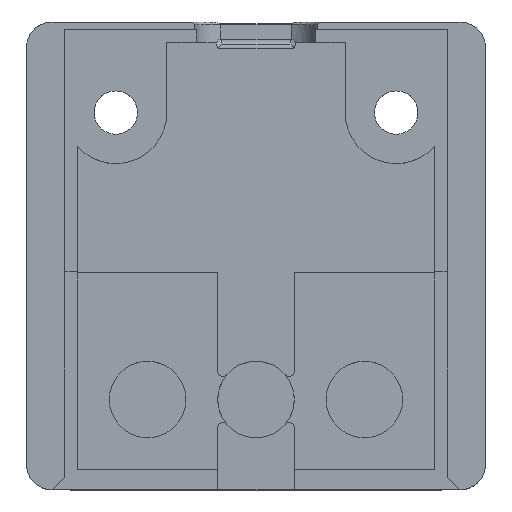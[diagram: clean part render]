
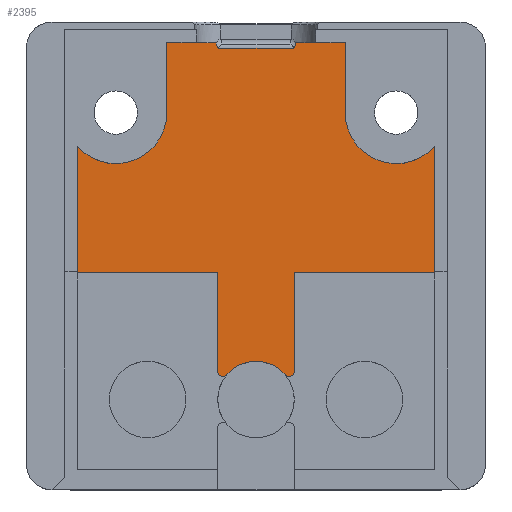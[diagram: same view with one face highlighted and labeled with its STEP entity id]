
A CAD part, top view. The second image highlights one B-rep face of the part: STEP entity #2395.
In plain terms, the highlighted planar face has unit normal (0, 0, 1).
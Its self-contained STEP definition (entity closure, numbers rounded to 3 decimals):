
#61=B_SPLINE_CURVE_WITH_KNOTS('',3,(#3989,#3990,#3991,#3992,#3993,#3994,
#3995,#3996,#3997,#3998),.UNSPECIFIED.,.F.,.F.,(4,2,2,2,4),(0.003,
0.006,0.03,0.047,0.047),
 .UNSPECIFIED.);
#66=B_SPLINE_CURVE_WITH_KNOTS('',3,(#4067,#4068,#4069,#4070,#4071,#4072,
#4073,#4074),.UNSPECIFIED.,.F.,.F.,(4,2,2,4),(0.,0.,
0.031,0.071),.UNSPECIFIED.);
#168=CIRCLE('',#2598,4.);
#169=CIRCLE('',#2601,0.4);
#170=CIRCLE('',#2602,3.);
#171=CIRCLE('',#2603,0.4);
#172=CIRCLE('',#2604,4.);
#281=FACE_OUTER_BOUND('',#423,.T.);
#423=EDGE_LOOP('',(#1994,#1995,#1996,#1997,#1998,#1999,#2000,#2001,#2002,
#2003,#2004,#2005,#2006,#2007,#2008,#2009,#2010,#2011));
#572=LINE('',#4080,#807);
#626=LINE('',#4225,#861);
#632=LINE('',#4242,#867);
#638=LINE('',#4256,#873);
#639=LINE('',#4258,#874);
#640=LINE('',#4260,#875);
#641=LINE('',#4268,#876);
#642=LINE('',#4270,#877);
#643=LINE('',#4272,#878);
#644=LINE('',#4276,#879);
#645=LINE('',#4277,#880);
#807=VECTOR('',#2959,0.6);
#861=VECTOR('',#3105,10.);
#867=VECTOR('',#3119,10.);
#873=VECTOR('',#3133,10.);
#874=VECTOR('',#3134,10.);
#875=VECTOR('',#3135,10.);
#876=VECTOR('',#3142,10.);
#877=VECTOR('',#3143,10.);
#878=VECTOR('',#3144,10.);
#879=VECTOR('',#3147,10.);
#880=VECTOR('',#3148,10.);
#1053=VERTEX_POINT('',#3983);
#1054=VERTEX_POINT('',#3988);
#1057=VERTEX_POINT('',#4061);
#1058=VERTEX_POINT('',#4066);
#1103=VERTEX_POINT('',#4223);
#1110=VERTEX_POINT('',#4241);
#1111=VERTEX_POINT('',#4245);
#1114=VERTEX_POINT('',#4255);
#1115=VERTEX_POINT('',#4257);
#1116=VERTEX_POINT('',#4259);
#1117=VERTEX_POINT('',#4261);
#1118=VERTEX_POINT('',#4263);
#1119=VERTEX_POINT('',#4265);
#1120=VERTEX_POINT('',#4267);
#1121=VERTEX_POINT('',#4269);
#1122=VERTEX_POINT('',#4271);
#1123=VERTEX_POINT('',#4273);
#1124=VERTEX_POINT('',#4275);
#1334=EDGE_CURVE('',#1054,#1053,#61,.F.);
#1340=EDGE_CURVE('',#1057,#1058,#66,.T.);
#1342=EDGE_CURVE('',#1054,#1057,#572,.T.);
#1414=EDGE_CURVE('',#1103,#1053,#626,.T.);
#1422=EDGE_CURVE('',#1103,#1110,#632,.T.);
#1424=EDGE_CURVE('',#1110,#1111,#168,.T.);
#1429=EDGE_CURVE('',#1114,#1111,#638,.T.);
#1430=EDGE_CURVE('',#1114,#1115,#639,.T.);
#1431=EDGE_CURVE('',#1115,#1116,#640,.T.);
#1432=EDGE_CURVE('',#1117,#1116,#169,.T.);
#1433=EDGE_CURVE('',#1117,#1118,#170,.T.);
#1434=EDGE_CURVE('',#1119,#1118,#171,.T.);
#1435=EDGE_CURVE('',#1119,#1120,#641,.T.);
#1436=EDGE_CURVE('',#1120,#1121,#642,.T.);
#1437=EDGE_CURVE('',#1122,#1121,#643,.T.);
#1438=EDGE_CURVE('',#1122,#1123,#172,.T.);
#1439=EDGE_CURVE('',#1123,#1124,#644,.T.);
#1440=EDGE_CURVE('',#1058,#1124,#645,.F.);
#1994=ORIENTED_EDGE('',*,*,#1414,.F.);
#1995=ORIENTED_EDGE('',*,*,#1422,.T.);
#1996=ORIENTED_EDGE('',*,*,#1424,.T.);
#1997=ORIENTED_EDGE('',*,*,#1429,.F.);
#1998=ORIENTED_EDGE('',*,*,#1430,.T.);
#1999=ORIENTED_EDGE('',*,*,#1431,.T.);
#2000=ORIENTED_EDGE('',*,*,#1432,.F.);
#2001=ORIENTED_EDGE('',*,*,#1433,.T.);
#2002=ORIENTED_EDGE('',*,*,#1434,.F.);
#2003=ORIENTED_EDGE('',*,*,#1435,.T.);
#2004=ORIENTED_EDGE('',*,*,#1436,.T.);
#2005=ORIENTED_EDGE('',*,*,#1437,.F.);
#2006=ORIENTED_EDGE('',*,*,#1438,.T.);
#2007=ORIENTED_EDGE('',*,*,#1439,.T.);
#2008=ORIENTED_EDGE('',*,*,#1440,.F.);
#2009=ORIENTED_EDGE('',*,*,#1340,.F.);
#2010=ORIENTED_EDGE('',*,*,#1342,.F.);
#2011=ORIENTED_EDGE('',*,*,#1334,.T.);
#2272=PLANE('',#2600);
#2395=ADVANCED_FACE('',(#281),#2272,.T.);
#2598=AXIS2_PLACEMENT_3D('',#4246,#3123,#3124);
#2600=AXIS2_PLACEMENT_3D('',#4254,#3131,#3132);
#2601=AXIS2_PLACEMENT_3D('',#4262,#3136,#3137);
#2602=AXIS2_PLACEMENT_3D('',#4264,#3138,#3139);
#2603=AXIS2_PLACEMENT_3D('',#4266,#3140,#3141);
#2604=AXIS2_PLACEMENT_3D('',#4274,#3145,#3146);
#2959=DIRECTION('',(1.,0.,0.));
#3105=DIRECTION('',(1.,0.,0.));
#3119=DIRECTION('',(0.,-1.,0.));
#3123=DIRECTION('center_axis',(0.,0.,
-1.));
#3124=DIRECTION('ref_axis',(-1.,0.,0.));
#3131=DIRECTION('center_axis',(0.,0.,
1.));
#3132=DIRECTION('ref_axis',(1.,0.,0.));
#3133=DIRECTION('',(0.,1.,0.));
#3134=DIRECTION('',(1.,0.,0.));
#3135=DIRECTION('',(0.,-1.,0.));
#3136=DIRECTION('center_axis',(0.,0.,
-1.));
#3137=DIRECTION('ref_axis',(-0.343,-0.939,0.));
#3138=DIRECTION('center_axis',(0.,0.,
-1.));
#3139=DIRECTION('ref_axis',(1.,0.,0.));
#3140=DIRECTION('center_axis',(0.,0.,
-1.));
#3141=DIRECTION('ref_axis',(0.343,-0.939,0.));
#3142=DIRECTION('',(0.,1.,0.));
#3143=DIRECTION('',(1.,0.,0.));
#3144=DIRECTION('',(0.,-1.,0.));
#3145=DIRECTION('center_axis',(0.,0.,
-1.));
#3146=DIRECTION('ref_axis',(-1.,0.,0.));
#3147=DIRECTION('',(0.,1.,0.));
#3148=DIRECTION('',(-1.,0.,0.));
#3983=CARTESIAN_POINT('',(-3.119,26.95,1.8));
#3988=CARTESIAN_POINT('',(-2.933,26.503,1.8));
#3989=CARTESIAN_POINT('Ctrl Pts',(-3.119,26.95,1.8));
#3990=CARTESIAN_POINT('Ctrl Pts',(-3.119,26.938,1.8));
#3991=CARTESIAN_POINT('Ctrl Pts',(-3.118,26.926,1.8));
#3992=CARTESIAN_POINT('Ctrl Pts',(-3.111,26.836,1.8));
#3993=CARTESIAN_POINT('Ctrl Pts',(-3.092,26.758,1.8));
#3994=CARTESIAN_POINT('Ctrl Pts',(-3.036,26.635,1.8));
#3995=CARTESIAN_POINT('Ctrl Pts',(-2.999,26.569,1.8));
#3996=CARTESIAN_POINT('Ctrl Pts',(-2.934,26.504,1.8));
#3997=CARTESIAN_POINT('Ctrl Pts',(-2.934,26.503,1.8));
#3998=CARTESIAN_POINT('Ctrl Pts',(-2.933,26.503,1.8));
#4061=CARTESIAN_POINT('',(2.933,26.503,1.8));
#4066=CARTESIAN_POINT('',(3.119,26.95,1.8));
#4067=CARTESIAN_POINT('Ctrl Pts',(2.933,26.503,1.8));
#4068=CARTESIAN_POINT('Ctrl Pts',(2.934,26.503,1.8));
#4069=CARTESIAN_POINT('Ctrl Pts',(2.934,26.504,1.8));
#4070=CARTESIAN_POINT('Ctrl Pts',(3.007,26.577,1.8));
#4071=CARTESIAN_POINT('Ctrl Pts',(3.047,26.653,1.8));
#4072=CARTESIAN_POINT('Ctrl Pts',(3.101,26.787,1.8));
#4073=CARTESIAN_POINT('Ctrl Pts',(3.117,26.868,1.8));
#4074=CARTESIAN_POINT('Ctrl Pts',(3.119,26.95,1.8));
#4080=CARTESIAN_POINT('',(14.669,26.503,1.8));
#4223=CARTESIAN_POINT('',(-7.,26.95,1.8));
#4225=CARTESIAN_POINT('',(-6.033,26.95,1.8));
#4241=CARTESIAN_POINT('',(-7.,21.45,1.8));
#4242=CARTESIAN_POINT('',(-7.,11.564,1.8));
#4245=CARTESIAN_POINT('',(-14.,18.804,1.8));
#4246=CARTESIAN_POINT('Origin',(-11.,21.45,1.8));
#4254=CARTESIAN_POINT('Origin',(-0.345,1.678,1.8));
#4255=CARTESIAN_POINT('',(-14.,8.95,1.8));
#4256=CARTESIAN_POINT('',(-14.,7.746,1.8));
#4257=CARTESIAN_POINT('',(-3.,8.95,1.8));
#4258=CARTESIAN_POINT('',(-7.672,8.95,1.8));
#4259=CARTESIAN_POINT('',(-3.,1.141,1.8));
#4260=CARTESIAN_POINT('',(-3.,4.314,1.8));
#4261=CARTESIAN_POINT('',(-2.294,0.883,1.8));
#4262=CARTESIAN_POINT('Origin',(-2.6,1.141,1.8));
#4263=CARTESIAN_POINT('',(2.294,0.883,1.8));
#4264=CARTESIAN_POINT('Origin',(0.,-1.05,
1.8));
#4265=CARTESIAN_POINT('',(3.,1.141,1.8));
#4266=CARTESIAN_POINT('Origin',(2.6,1.141,1.8));
#4267=CARTESIAN_POINT('',(3.,8.95,1.8));
#4268=CARTESIAN_POINT('',(3.,4.814,1.8));
#4269=CARTESIAN_POINT('',(14.,8.95,1.8));
#4270=CARTESIAN_POINT('',(-7.672,8.95,1.8));
#4271=CARTESIAN_POINT('',(14.,18.804,1.8));
#4272=CARTESIAN_POINT('',(14.,7.746,1.8));
#4273=CARTESIAN_POINT('',(7.,21.45,1.8));
#4274=CARTESIAN_POINT('Origin',(11.,21.45,1.8));
#4275=CARTESIAN_POINT('',(7.,26.95,1.8));
#4276=CARTESIAN_POINT('',(7.,14.314,1.8));
#4277=CARTESIAN_POINT('',(-7.172,26.95,1.8));
